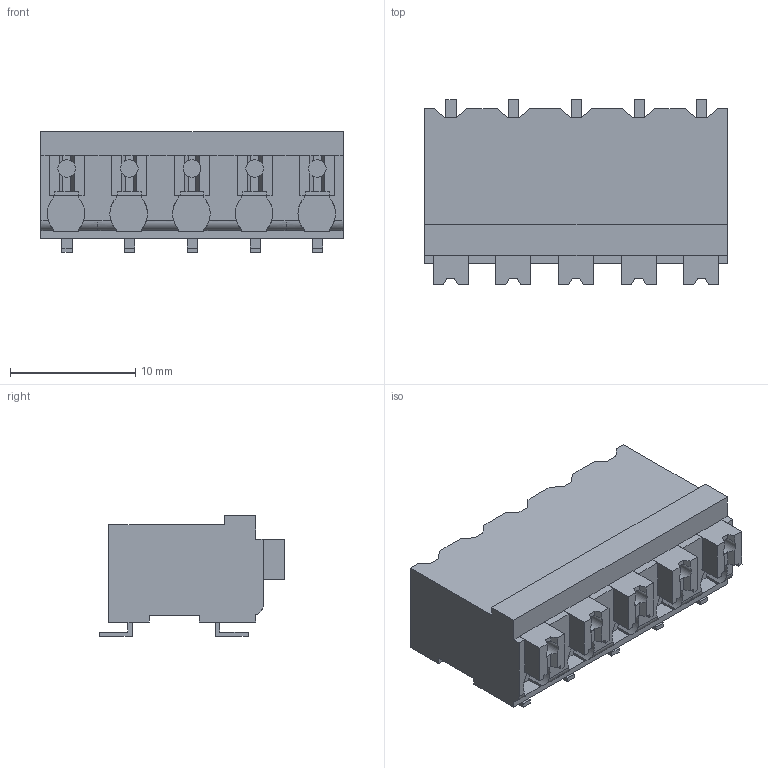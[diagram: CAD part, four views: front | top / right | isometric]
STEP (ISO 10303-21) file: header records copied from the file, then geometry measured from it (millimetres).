
FILE_DESCRIPTION(('CATIA V5 STEP Exchange','CAx-IF Rec.Pracs.--- Model Styling and Organization---1.2---2011-12-15'),'2;1');
FILE_NAME ('D1452238_0_1473800000_1473800000.stp','2018-03-29T13:03:23+00:00',('none'),('Weidmueller'),'CATIA Version 5-6 Release 2014','CATIA V5 STEP AP214','none');
FILE_SCHEMA(('AUTOMOTIVE_DESIGN { 1 0 10303 214 1 1 1 1 }'));
Length unit declared in the file: millimetre
Products named in the file (1): 1473800000
Bounding box: 24.1 x 14.75 x 9.65 mm (x, y, z)
Volume: 2030.4 mm3; surface area: 1928.1 mm2
Topology: 16 solids, 16 shells, 368 faces, 1049 edges, 708 vertices
Faces by surface type: plane 340, cylinder 28
Entity records: 11748 total; most frequent: CARTESIAN_POINT 2306, ORIENTED_EDGE 2098, DIRECTION 1524, EDGE_CURVE 1049, VECTOR 945, LINE 945, VERTEX_POINT 708, EDGE_LOOP 373
